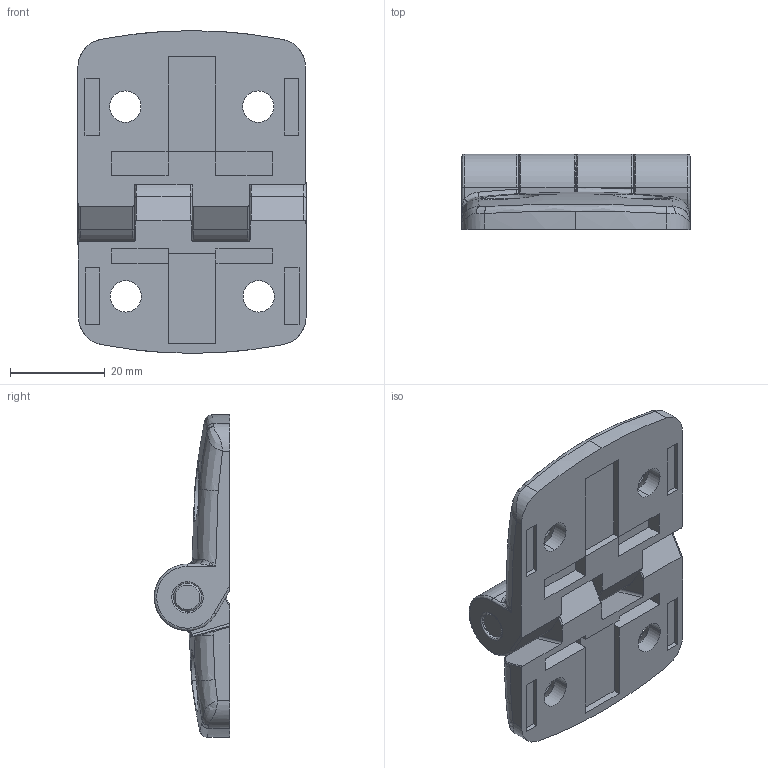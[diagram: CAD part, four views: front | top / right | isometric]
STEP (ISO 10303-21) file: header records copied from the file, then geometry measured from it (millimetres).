
FILE_DESCRIPTION (( 'STEP AP214' ), '1' );
FILE_NAME ('7228715', '2019-01-30T08:59:33', ( '' ), ('JUGARD+KÜNSTNER GmbH'), 'SwSTEP 2.0', 'SolidWorks 2017', '' );
FILE_SCHEMA (( 'AUTOMOTIVE_DESIGN' ));
Length unit declared in the file: millimetre
Products named in the file (4): 7228715; Part1; Part3; Part2
Assembly tree (3 placements, depth 2):
  7228715
    Part1
    Part3
    Part2
Bounding box: 48.1 x 15.9 x 68 mm (x, y, z)
Volume: 22136.4 mm3; surface area: 12248.2 mm2
Topology: 3 solids, 3 shells, 230 faces, 578 edges, 350 vertices
Faces by surface type: bspline 76, plane 76, cylinder 64, cone 14
Entity records: 12477 total; most frequent: CARTESIAN_POINT 4918, ORIENTED_EDGE 1138, DIRECTION 853, EDGE_CURVE 569, VERTEX_POINT 350, AXIS2_PLACEMENT_3D 302, EDGE_LOOP 251, VECTOR 249
